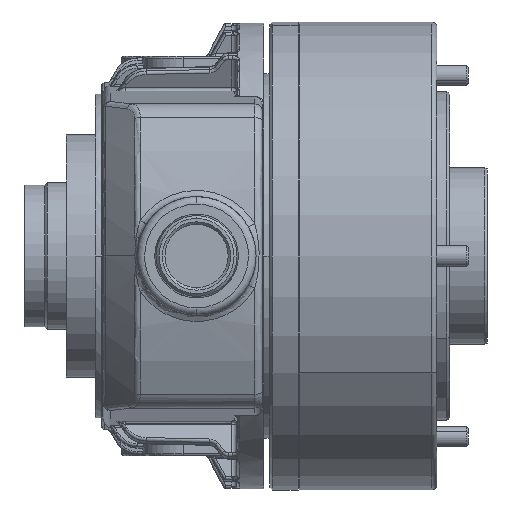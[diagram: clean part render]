
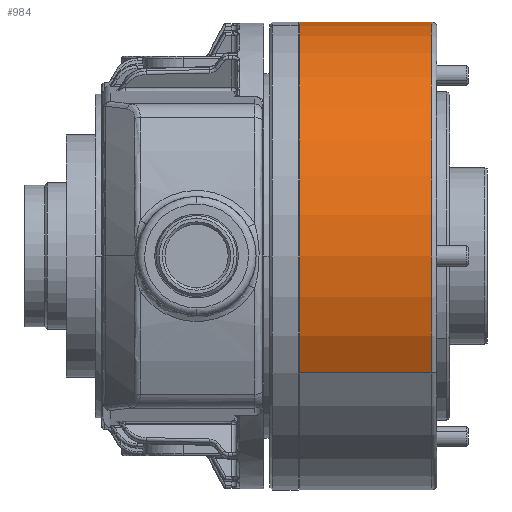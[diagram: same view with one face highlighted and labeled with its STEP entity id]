
A CAD part, front view. The second image highlights one B-rep face of the part: STEP entity #984.
In plain terms, the highlighted cylindrical face has radius 92.5 mm (diameter 185 mm), a partial arc.
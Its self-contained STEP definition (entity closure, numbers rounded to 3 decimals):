
#984 = ADVANCED_FACE ( 'NONE', ( #11085 ), #34651, .T. ) ;
#1955 = CARTESIAN_POINT ( 'NONE',  ( 52.5, 0., 0. ) ) ;
#2319 = EDGE_CURVE ( 'NONE', #43463, #37909, #22372, .T. ) ;
#3275 = ORIENTED_EDGE ( 'NONE', *, *, #19332, .F. ) ;
#3786 = DIRECTION ( 'NONE',  ( -1., 0., 0. ) ) ;
#3972 = DIRECTION ( 'NONE',  ( -1., 0., 0. ) ) ;
#6190 = ORIENTED_EDGE ( 'NONE', *, *, #32815, .F. ) ;
#6734 = ORIENTED_EDGE ( 'NONE', *, *, #55841, .T. ) ;
#7030 = DIRECTION ( 'NONE',  ( 0., -1., 0. ) ) ;
#7394 = CARTESIAN_POINT ( 'NONE',  ( 0., -92.5, 0. ) ) ;
#10043 = CARTESIAN_POINT ( 'NONE',  ( 0., 0., 0. ) ) ;
#10954 = AXIS2_PLACEMENT_3D ( 'NONE', #10043, #45169, #15114 ) ;
#11085 = FACE_OUTER_BOUND ( 'NONE', #24482, .T. ) ;
#13873 = VERTEX_POINT ( 'NONE', #44737 ) ;
#14961 = CIRCLE ( 'NONE', #10954, 92.5 ) ;
#15114 = DIRECTION ( 'NONE',  ( 0., -1., 0. ) ) ;
#15628 = DIRECTION ( 'NONE',  ( -1., 0., 0. ) ) ;
#19332 = EDGE_CURVE ( 'NONE', #31980, #37909, #14961, .T. ) ;
#20691 = DIRECTION ( 'NONE',  ( 0., -1., 0. ) ) ;
#21814 = AXIS2_PLACEMENT_3D ( 'NONE', #35566, #15628, #20691 ) ;
#22372 = LINE ( 'NONE', #58894, #25551 ) ;
#24482 = EDGE_LOOP ( 'NONE', ( #6734, #55132, #3275, #6190 ) ) ;
#25551 = VECTOR ( 'NONE', #3786, 1000. ) ;
#27874 = CARTESIAN_POINT ( 'NONE',  ( 52.5, 92.5, 0. ) ) ;
#29191 = VECTOR ( 'NONE', #3972, 1000. ) ;
#29535 = AXIS2_PLACEMENT_3D ( 'NONE', #1955, #37090, #7030 ) ;
#31980 = VERTEX_POINT ( 'NONE', #7394 ) ;
#32815 = EDGE_CURVE ( 'NONE', #13873, #31980, #55900, .T. ) ;
#34651 = CYLINDRICAL_SURFACE ( 'NONE', #21814, 92.5 ) ;
#35566 = CARTESIAN_POINT ( 'NONE',  ( 0., 0., 0. ) ) ;
#37090 = DIRECTION ( 'NONE',  ( -1., 0., 0. ) ) ;
#37909 = VERTEX_POINT ( 'NONE', #59433 ) ;
#39099 = CARTESIAN_POINT ( 'NONE',  ( 0., -92.5, 0. ) ) ;
#43463 = VERTEX_POINT ( 'NONE', #27874 ) ;
#44737 = CARTESIAN_POINT ( 'NONE',  ( 52.5, -92.5, 0. ) ) ;
#45169 = DIRECTION ( 'NONE',  ( -1., 0., 0. ) ) ;
#55132 = ORIENTED_EDGE ( 'NONE', *, *, #2319, .T. ) ;
#55841 = EDGE_CURVE ( 'NONE', #13873, #43463, #59417, .T. ) ;
#55900 = LINE ( 'NONE', #39099, #29191 ) ;
#58894 = CARTESIAN_POINT ( 'NONE',  ( 0., 92.5, 0. ) ) ;
#59417 = CIRCLE ( 'NONE', #29535, 92.5 ) ;
#59433 = CARTESIAN_POINT ( 'NONE',  ( 0., 92.5, 0. ) ) ;
